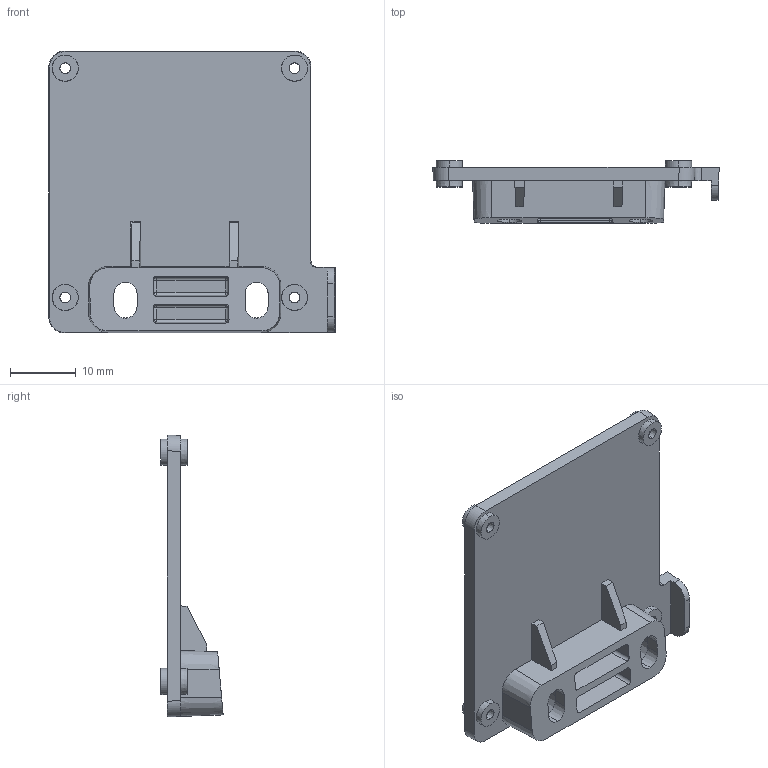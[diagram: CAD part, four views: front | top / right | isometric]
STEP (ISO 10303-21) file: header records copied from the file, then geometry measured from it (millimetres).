
FILE_DESCRIPTION (( 'STEP AP214' ), '1' );
FILE_NAME ('JXHSV06-08006-d Nozzle Cooling Fan Bracket.step', '2023-06-08T06:47:34', ( '微软用户' ), ( '微软中国' ), 'SwSTEP 2.0', 'SolidWorks 2020', '' );
FILE_SCHEMA (( 'AUTOMOTIVE_DESIGN' ));
Length unit declared in the file: millimetre
Products named in the file (1): JXHSV06-08006-d Nozzle Cooling Fan Bracket
Bounding box: 43.7 x 9.5 x 43 mm (x, y, z)
Volume: 4386.5 mm3; surface area: 5142 mm2
Topology: 1 solids, 1 shells, 137 faces, 338 edges, 212 vertices
Faces by surface type: plane 59, cylinder 37, cone 33, sphere 8
Entity records: 4326 total; most frequent: CARTESIAN_POINT 770, DIRECTION 693, ORIENTED_EDGE 660, EDGE_CURVE 330, AXIS2_PLACEMENT_3D 253, VERTEX_POINT 212, VECTOR 187, LINE 187
